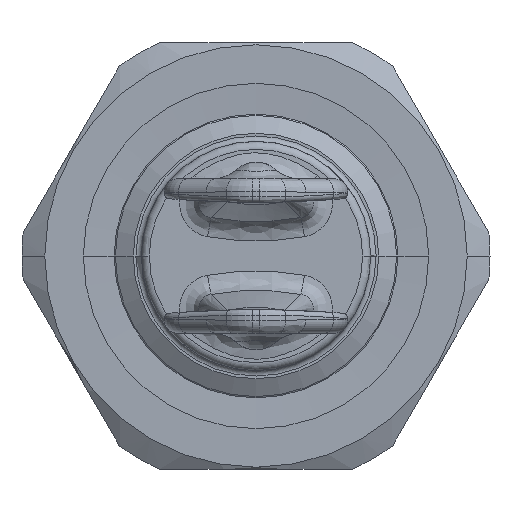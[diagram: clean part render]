
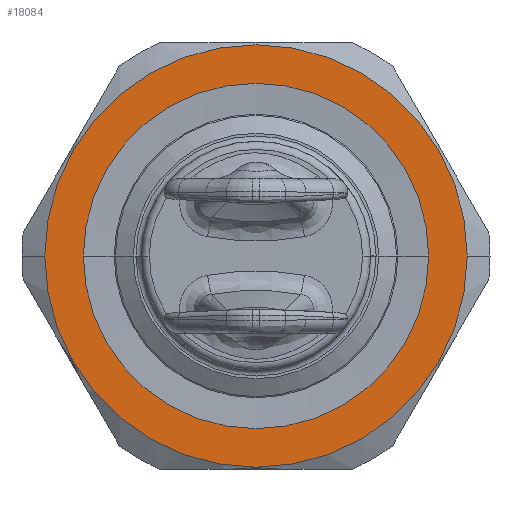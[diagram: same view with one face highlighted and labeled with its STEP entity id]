
A CAD part, front view. The second image highlights one B-rep face of the part: STEP entity #18084.
In plain terms, the highlighted planar face has unit normal (0, -1, 0).
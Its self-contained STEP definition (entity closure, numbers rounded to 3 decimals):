
#2802=CARTESIAN_POINT('',(8.516,-57.568,
-13.7));
#2803=DIRECTION('',(0.,1.,0.));
#2804=DIRECTION('',(-1.,0.,0.));
#2805=AXIS2_PLACEMENT_3D('',#2802,#2803,#2804);
#2807=CARTESIAN_POINT('',(8.516,-57.568,
-13.7));
#2808=DIRECTION('',(0.,1.,0.));
#2809=DIRECTION('',(1.,0.,0.));
#2810=AXIS2_PLACEMENT_3D('',#2807,#2808,#2809);
#2812=CARTESIAN_POINT('',(8.516,-57.568,
-13.7));
#2813=DIRECTION('',(0.,-1.,0.));
#2814=DIRECTION('',(1.,0.,0.));
#2815=AXIS2_PLACEMENT_3D('',#2812,#2813,#2814);
#2817=CARTESIAN_POINT('',(8.516,-57.568,
-13.7));
#2818=DIRECTION('',(0.,-1.,0.));
#2819=DIRECTION('',(-1.,0.,0.));
#2820=AXIS2_PLACEMENT_3D('',#2817,#2818,#2819);
#7723=CARTESIAN_POINT('',(21.391,-57.568,
-13.7));
#7724=VERTEX_POINT('',#7723);
#7725=CARTESIAN_POINT('',(-4.359,-57.568,
-13.7));
#7726=VERTEX_POINT('',#7725);
#7727=CARTESIAN_POINT('',(-7.234,-57.568,
-13.7));
#7728=CARTESIAN_POINT('',(24.266,-57.568,
-13.7));
#7729=VERTEX_POINT('',#7727);
#7730=VERTEX_POINT('',#7728);
#18069=CARTESIAN_POINT('',(8.516,-57.568,
-13.7));
#18070=DIRECTION('',(0.,1.,0.));
#18071=DIRECTION('',(-1.,0.,0.));
#18072=AXIS2_PLACEMENT_3D('',#18069,#18070,#18071);
#18073=PLANE('',#18072);
#18075=ORIENTED_EDGE('',*,*,#18074,.T.);
#18077=ORIENTED_EDGE('',*,*,#18076,.T.);
#18078=EDGE_LOOP('',(#18075,#18077));
#18079=FACE_OUTER_BOUND('',#18078,.F.);
#18080=ORIENTED_EDGE('',*,*,#18037,.T.);
#18081=ORIENTED_EDGE('',*,*,#18015,.T.);
#18082=EDGE_LOOP('',(#18080,#18081));
#18083=FACE_BOUND('',#18082,.F.);
#18084=ADVANCED_FACE('',(#18079,#18083),#18073,.F.);
#2806=CIRCLE('',#2805,15.75);
#2811=CIRCLE('',#2810,15.75);
#2816=CIRCLE('',#2815,12.875);
#2821=CIRCLE('',#2820,12.875);
#18015=EDGE_CURVE('',#7726,#7724,#2821,.T.);
#18037=EDGE_CURVE('',#7724,#7726,#2816,.T.);
#18074=EDGE_CURVE('',#7729,#7730,#2806,.T.);
#18076=EDGE_CURVE('',#7730,#7729,#2811,.T.);
